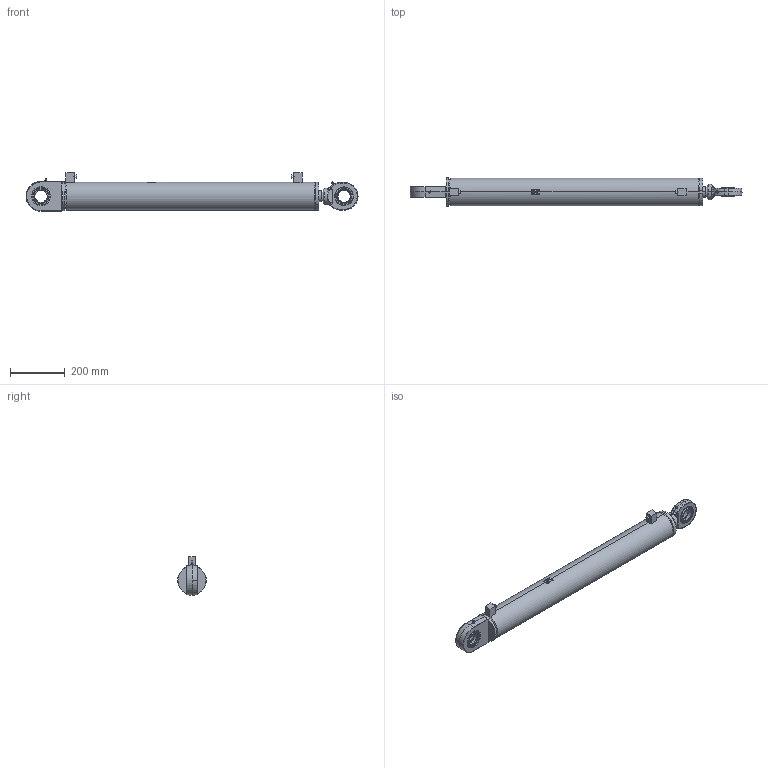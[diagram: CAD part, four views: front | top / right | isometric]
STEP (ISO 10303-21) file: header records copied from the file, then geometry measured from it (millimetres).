
FILE_DESCRIPTION (( 'STEP AP214' ), '1' );
FILE_NAME ('CFGCY0076860-Cylinder.step', '2025-11-10T10:07:53', ( 'Kramp IT' ), ( 'Kramp' ), 'SwSTEP 2.0', 'SolidWorks 2021', '' );
FILE_SCHEMA (( 'AUTOMOTIVE_DESIGN' ));
Length unit declared in the file: millimetre
Products named in the file (21): DS2909004VM_Simplified; MATE-AID; Tube-WA_Simplified; LSN06E90; Tube-MA_Simplified; GK45DO-RD; CFGCY0076860-Cylinder; Rod_Simplified; GF945; DC3909001; Rod-WA_Simplified; SP06M; DS2909013040VM_Simplified; GF45HO2RS-EC; DS2909004_Simplified; DS2909013040_Simplified; GK45DO; DS2909015; GE45HO2RS; Tube_Simplified
Assembly tree (21 placements, depth 4):
  MATE-AID
  CFGCY0076860-Cylinder
    Tube-WA_Simplified
      Tube-MA_Simplified
        Tube_Simplified
        LSN06E90
      LSN06E90
      DC3909001
        DC3909001
      GF45HO2RS-EC
        GF945
        GE45HO2RS
    Rod-WA_Simplified
      Rod_Simplified
      GK45DO-RD
        GK45DO
    DS2909013040VM_Simplified
      DS2909013040_Simplified
    DS2909004VM_Simplified
      DS2909004_Simplified
    DS2909015
    SP06M  x2
Bounding box: 1216 x 105 x 141 mm (x, y, z)
Volume: 4295215.9 mm3; surface area: 916271.7 mm2
Topology: 18 solids, 22 shells, 682 faces, 1652 edges, 1025 vertices
Faces by surface type: cylinder 248, plane 213, cone 105, bspline 88, torus 28
Entity records: 31217 total; most frequent: CARTESIAN_POINT 11751, DIRECTION 2965, ORIENTED_EDGE 2830, EDGE_CURVE 1433, AXIS2_PLACEMENT_3D 1208, VERTEX_POINT 894, EDGE_LOOP 681, CIRCLE 666
